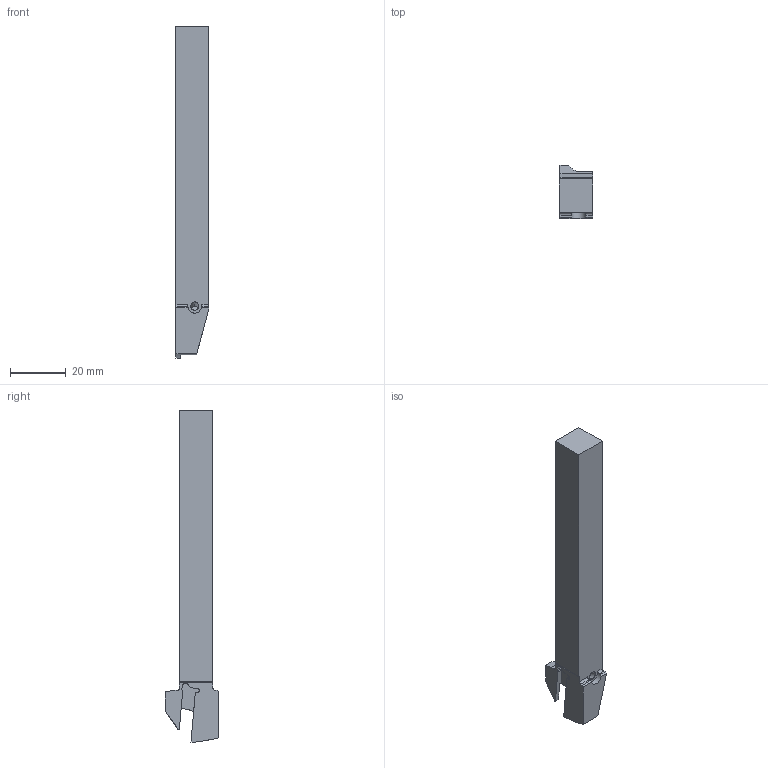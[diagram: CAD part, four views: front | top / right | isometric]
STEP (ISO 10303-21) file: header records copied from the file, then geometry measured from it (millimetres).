
FILE_DESCRIPTION(/* description */ (''),/* implementation_level */ '2;1');
FILE_NAME(/* name */ 'GYSR1212JX00-D12.stp',/* time_stamp */ '2021-08-18T15:29:40+09:00',/* author */ (''),/* organization */ (''),/* preprocessor_version */ 'ST-DEVELOPER v16',/* originating_system */ 'SIEMENS PLM Software NX 10.0',/* authorisation */ '');
FILE_SCHEMA (('AUTOMOTIVE_DESIGN { 1 0 10303 214 3 1 1 1 }'));
Length unit declared in the file: millimetre
Products named in the file (1): GYSR1212JX00-D12_ASM
Bounding box: 12 x 19 x 119 mm (x, y, z)
Volume: 16112.7 mm3; surface area: 6323.7 mm2
Topology: 2 solids, 2 shells, 98 faces, 278 edges, 186 vertices
Faces by surface type: plane 40, cylinder 40, cone 12, torus 4, sphere 2
Entity records: 3710 total; most frequent: CARTESIAN_POINT 1032, ORIENTED_EDGE 552, DIRECTION 549, EDGE_CURVE 276, AXIS2_PLACEMENT_3D 203, VERTEX_POINT 183, LINE 143, VECTOR 143
